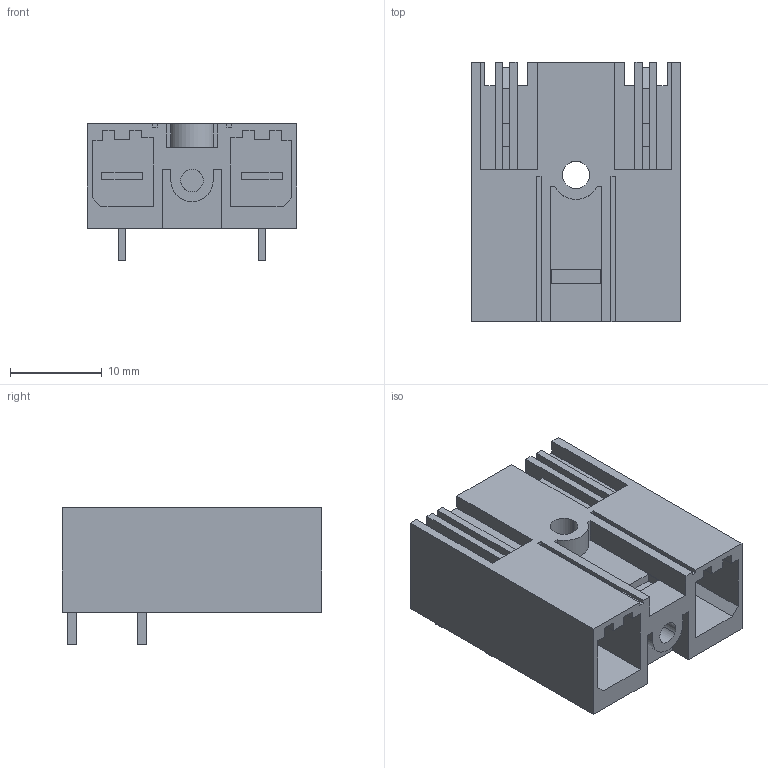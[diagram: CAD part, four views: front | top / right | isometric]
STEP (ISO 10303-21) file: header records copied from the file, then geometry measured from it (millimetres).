
FILE_DESCRIPTION(('CATIA V5 STEP Exchange','CAx-IF Rec.Pracs.--- Model Styling and Organization---1.4--- 2014-01-23'),'2;1');
FILE_NAME ('D1447707_1_1048400000_1048400000.stp','2021-04-30T14:05:49+00:00',('none'),('Weidmueller'),'CATIA Version 5-6 Release 2016 SP3 HF44','CATIA V5 STEP AP214','none');
FILE_SCHEMA(('AUTOMOTIVE_DESIGN { 1 0 10303 214 1 1 1 1 }'));
Length unit declared in the file: millimetre
Products named in the file (1): 1048400000
Bounding box: 22.86 x 28.3 x 14.9 mm (x, y, z)
Volume: 4468.7 mm3; surface area: 5549.4 mm2
Topology: 4 solids, 4 shells, 215 faces, 609 edges, 407 vertices
Faces by surface type: plane 197, cylinder 18
Entity records: 6724 total; most frequent: CARTESIAN_POINT 1221, ORIENTED_EDGE 1218, DIRECTION 966, EDGE_CURVE 609, VECTOR 571, LINE 571, VERTEX_POINT 407, EDGE_LOOP 230
